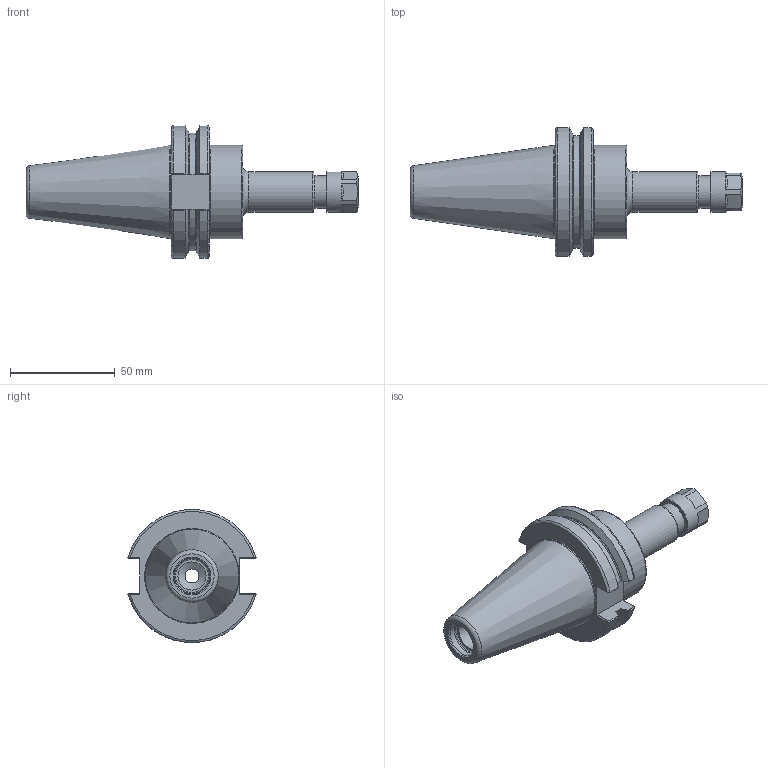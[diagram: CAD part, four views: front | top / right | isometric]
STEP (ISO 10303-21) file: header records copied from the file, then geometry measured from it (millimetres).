
FILE_DESCRIPTION(/* description */ (''),/* implementation_level */ '2;1');
FILE_NAME(/* name */ 'DCAT40-SX06-0354.stp',/* time_stamp */ '2019-06-18T12:00:42-05:00',/* author */ ('ldfli'),/* organization */ ('Pioneer N.A.'),/* preprocessor_version */ 'ST-DEVELOPER v18',/* originating_system */ 'Autodesk Inventor LT',/* authorisation */ '');
FILE_SCHEMA (('AUTOMOTIVE_DESIGN { 1 0 10303 214 3 1 1 }'));
Length unit declared in the file: millimetre
Products named in the file (1): DCAT40-SX06-0354
Bounding box: 158.25 x 61.14 x 63.31 mm (x, y, z)
Volume: 141471.2 mm3; surface area: 28510.7 mm2
Topology: 2 solids, 2 shells, 134 faces, 385 edges, 263 vertices
Faces by surface type: plane 53, torus 22, cylinder 22, cone 21, bspline 16
Full cylindrical faces by diameter (mm): 6.647 x1, 8.2 x1, 8.986 x1, 10 x1, 11 x1, 13.386 x1, 14.5 x1, 15.5 x1, 15.8 x1, 16.2 x1, 16.28 x1, 16.78 x1, 19.5 x2, 44.45 x2
Entity records: 5230 total; most frequent: CARTESIAN_POINT 1702, ORIENTED_EDGE 770, DIRECTION 724, EDGE_CURVE 385, AXIS2_PLACEMENT_3D 296, VERTEX_POINT 263, CIRCLE 177, EDGE_LOOP 146
